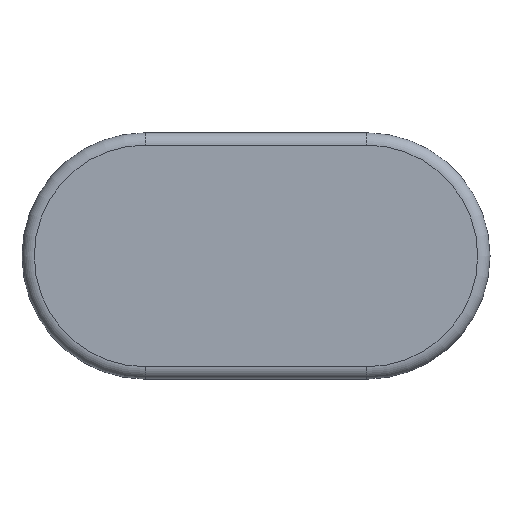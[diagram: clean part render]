
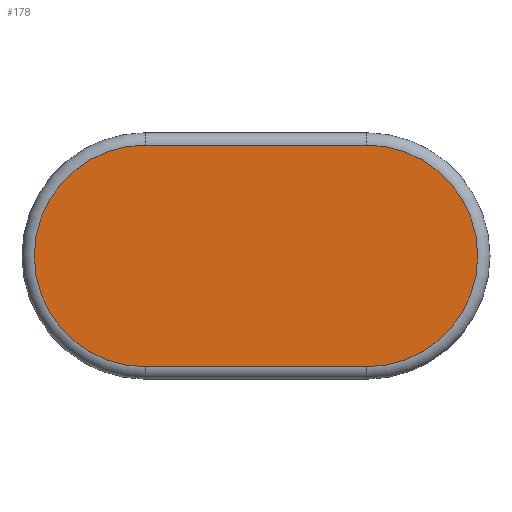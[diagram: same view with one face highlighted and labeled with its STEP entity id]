
A CAD part, top view. The second image highlights one B-rep face of the part: STEP entity #178.
In plain terms, the highlighted planar face has unit normal (0, 0, 1).
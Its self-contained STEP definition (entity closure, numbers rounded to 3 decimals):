
#178 = ADVANCED_FACE( '', ( #381 ), #382, .T. );
#381 = FACE_OUTER_BOUND( '', #606, .T. );
#382 = PLANE( '', #607 );
#606 = EDGE_LOOP( '', ( #1047, #1048, #1049, #1050 ) );
#607 = AXIS2_PLACEMENT_3D( '', #1051, #1052, #1053 );
#1047 = ORIENTED_EDGE( '', *, *, #1411, .T. );
#1048 = ORIENTED_EDGE( '', *, *, #1422, .T. );
#1049 = ORIENTED_EDGE( '', *, *, #1434, .T. );
#1050 = ORIENTED_EDGE( '', *, *, #1435, .T. );
#1051 = CARTESIAN_POINT( '', ( -9., 0., 17. ) );
#1052 = DIRECTION( '', ( 0., 0., 1. ) );
#1053 = DIRECTION( '', ( 1., 0., 0. ) );
#1411 = EDGE_CURVE( '', #1710, #1712, #1714, .T. );
#1422 = EDGE_CURVE( '', #1712, #1727, #1729, .T. );
#1434 = EDGE_CURVE( '', #1727, #1746, #1747, .T. );
#1435 = EDGE_CURVE( '', #1746, #1710, #1748, .T. );
#1710 = VERTEX_POINT( '', #2115 );
#1712 = VERTEX_POINT( '', #2117 );
#1714 = CIRCLE( '', #2119, 9. );
#1727 = VERTEX_POINT( '', #2135 );
#1729 = LINE( '', #2137, #2138 );
#1746 = VERTEX_POINT( '', #2162 );
#1747 = CIRCLE( '', #2163, 9. );
#1748 = LINE( '', #2164, #2165 );
#2115 = CARTESIAN_POINT( '', ( 9., -9., 17. ) );
#2117 = CARTESIAN_POINT( '', ( 9., 9., 17. ) );
#2119 = AXIS2_PLACEMENT_3D( '', #2403, #2404, #2405 );
#2135 = CARTESIAN_POINT( '', ( -9., 9., 17. ) );
#2137 = CARTESIAN_POINT( '', ( -9., 9., 17. ) );
#2138 = VECTOR( '', #2418, 1000. );
#2162 = CARTESIAN_POINT( '', ( -9., -9., 17. ) );
#2163 = AXIS2_PLACEMENT_3D( '', #2426, #2427, #2428 );
#2164 = CARTESIAN_POINT( '', ( 9., -9., 17. ) );
#2165 = VECTOR( '', #2429, 1000. );
#2403 = CARTESIAN_POINT( '', ( 9., 0., 17. ) );
#2404 = DIRECTION( '', ( 0., 0., 1. ) );
#2405 = DIRECTION( '', ( 1., 0., 0. ) );
#2418 = DIRECTION( '', ( -1., 0., 0. ) );
#2426 = CARTESIAN_POINT( '', ( -9., 0., 17. ) );
#2427 = DIRECTION( '', ( 0., 0., 1. ) );
#2428 = DIRECTION( '', ( 1., 0., 0. ) );
#2429 = DIRECTION( '', ( 1., 0., 0. ) );
